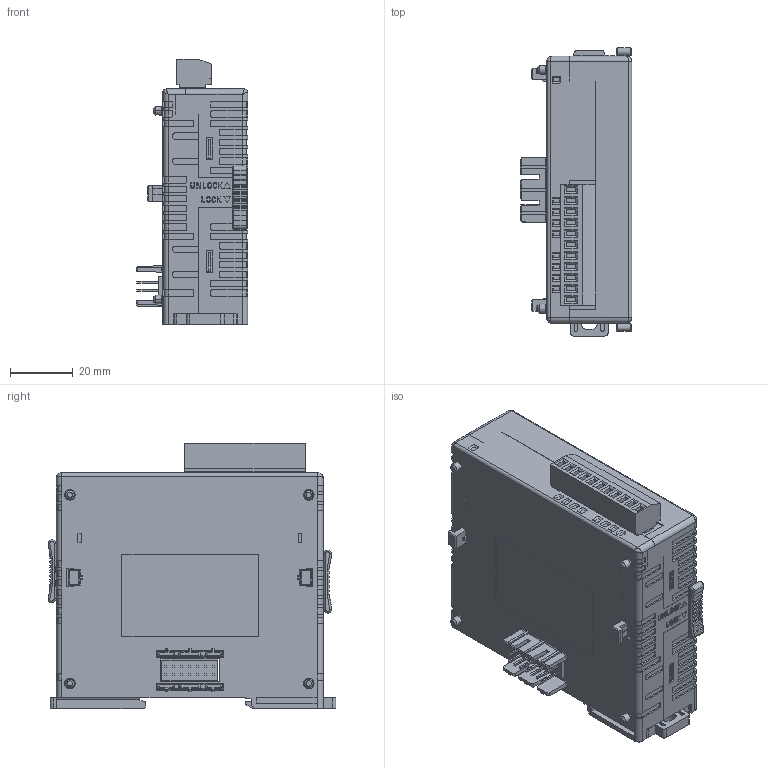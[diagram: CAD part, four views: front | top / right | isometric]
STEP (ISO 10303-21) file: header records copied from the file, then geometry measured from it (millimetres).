
FILE_DESCRIPTION (( 'STEP AP214' ), '1' );
FILE_NAME ('C0-08ND3-1.STEP', '2011-01-05T16:40:58', ( '.adc' ), ( '' ), 'SwSTEP 2.0', 'SolidWorks 2009', '' );
FILE_SCHEMA (( 'AUTOMOTIVE_DESIGN' ));
Length unit declared in the file: millimetre
Products named in the file (1): C0-08ND3-1
Bounding box: 35.55 x 91.6 x 84.4 mm (x, y, z)
Volume: 162505.1 mm3; surface area: 31767.2 mm2
Topology: 1 solids, 14 shells, 3689 faces, 10264 edges, 6746 vertices
Faces by surface type: plane 2637, cylinder 968, cone 60, torus 16, bspline 4, sphere 4
Entity records: 158029 total; most frequent: CARTESIAN_POINT 21038, ORIENTED_EDGE 20512, DIRECTION 19587, EDGE_CURVE 10256, VECTOR 8189, LINE 8189, VERTEX_POINT 6746, AXIS2_PLACEMENT_3D 5699
